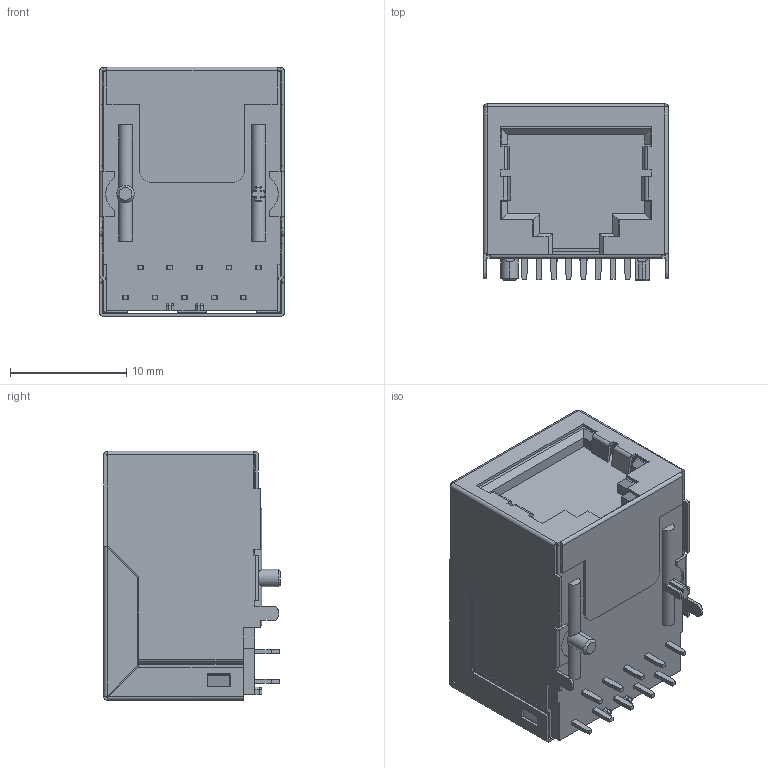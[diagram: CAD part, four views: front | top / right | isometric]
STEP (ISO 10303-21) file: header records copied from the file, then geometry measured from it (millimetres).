
FILE_DESCRIPTION (( 'STEP AP203' ), '1' );
FILE_NAME ('Customer-BB(090)A131(82-00306).STEP', '2020-05-26T11:26:50', ( '' ), ( '' ), 'SwSTEP 2.0', 'SolidWorks 2018', '' );
FILE_SCHEMA (( 'CONFIG_CONTROL_DESIGN' ));
Length unit declared in the file: millimetre
Products named in the file (1): Customer-BB(090)A131(82-00306)
Bounding box: 15.88 x 15.2 x 21.45 mm (x, y, z)
Volume: 4159.4 mm3; surface area: 3701.8 mm2
Topology: 1 solids, 1 shells, 513 faces, 1437 edges, 934 vertices
Faces by surface type: plane 387, cylinder 83, bspline 34, sphere 4, torus 3, cone 2
Entity records: 17295 total; most frequent: CARTESIAN_POINT 4154, ORIENTED_EDGE 2866, DIRECTION 2456, EDGE_CURVE 1433, VECTOR 1196, LINE 1196, VERTEX_POINT 934, AXIS2_PLACEMENT_3D 630
